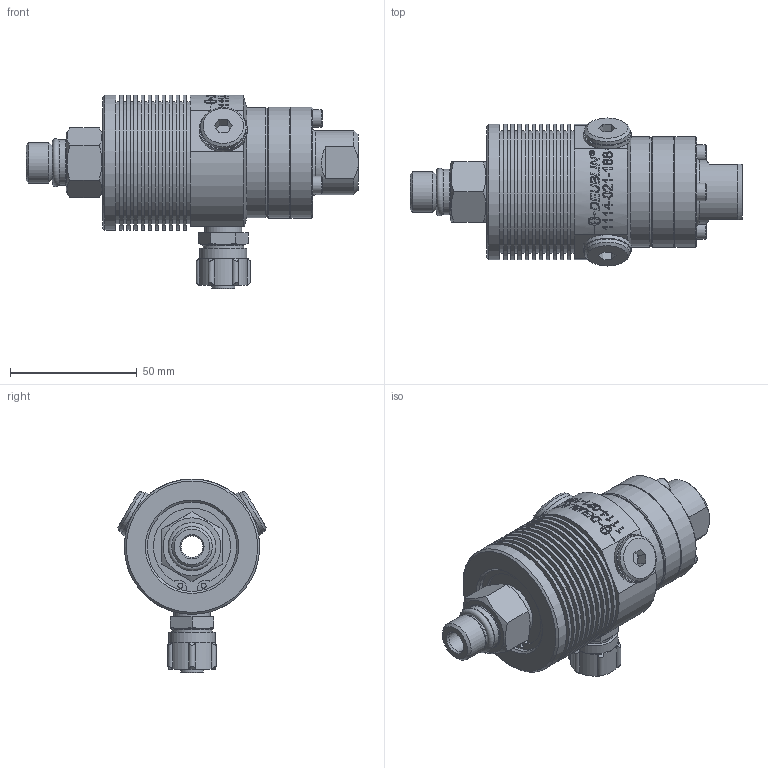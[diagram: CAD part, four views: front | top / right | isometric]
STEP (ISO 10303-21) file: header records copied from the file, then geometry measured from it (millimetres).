
FILE_DESCRIPTION((''),'2;1');
FILE_NAME('1114-021-188-IC.stp','2012-06-13T10:07:04',('cdunkel'),(''),'Autodesk Inventor 2011','Autodesk Inventor 2011','');
FILE_SCHEMA(('AUTOMOTIVE_DESIGN { 1 2 10303 214 0 1 1 1 }'));
Length unit declared in the file: millimetre
Products named in the file (1): 1114-021-188-IC
Bounding box: 131.05 x 58.45 x 76.55 mm (x, y, z)
Volume: 170453.1 mm3; surface area: 40186.5 mm2
Topology: 1 solids, 11 shells, 652 faces, 1578 edges, 1039 vertices
Faces by surface type: plane 340, cylinder 143, bspline 108, cone 46, torus 15
Full cylindrical faces by diameter (mm): 1.981 x2, 4.166 x3, 4.7 x3, 6.858 x3, 7.2 x3, 7.5 x2, 8 x1, 8.5 x1, 9 x1, 9.6 x1, 10.3 x1, 11.6 x1, 13.157 x1, 13.5 x3, 14.473 x1, 14.9 x1, 14.917 x1, 14.95 x1, 16 x2, 17.991 x1, 18 x2, 18.16 x1, 18.5 x1, 19 x2, 21.4 x1, 25.4 x1, 35.27 x1, 37.25 x1, 43.6 x1, 43.7 x1
Entity records: 21162 total; most frequent: CARTESIAN_POINT 6465, ORIENTED_EDGE 2884, DIRECTION 2838, EDGE_CURVE 1442, AXIS2_PLACEMENT_3D 1155, VERTEX_POINT 1012, EDGE_LOOP 867, FACE_OUTER_BOUND 652
